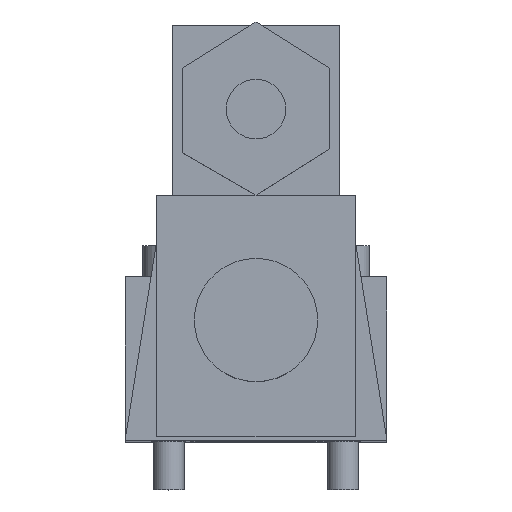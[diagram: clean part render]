
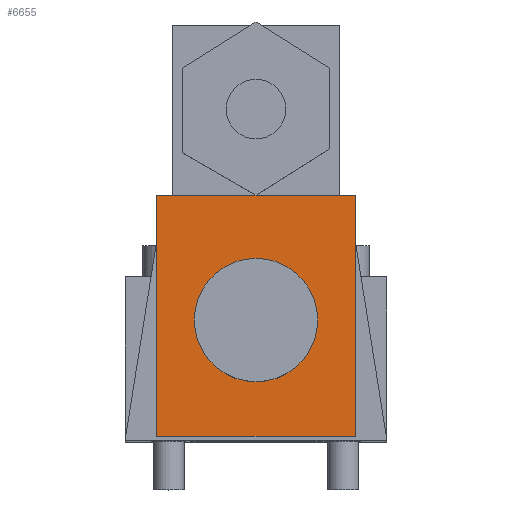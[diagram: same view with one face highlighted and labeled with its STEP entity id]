
A CAD part, top view. The second image highlights one B-rep face of the part: STEP entity #6655.
In plain terms, the highlighted planar face has unit normal (0, 0, 1).
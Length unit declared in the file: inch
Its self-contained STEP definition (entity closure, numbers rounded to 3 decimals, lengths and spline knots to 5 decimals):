
#5729=DIRECTION('',(1.,0.,0.));
#5730=VECTOR('',#5729,1.25);
#5731=CARTESIAN_POINT('',(0.2,1.545,5.857));
#5732=LINE('',#5731,#5730);
#5906=DIRECTION('',(0.,1.,0.));
#5907=VECTOR('',#5906,1.51801);
#5908=CARTESIAN_POINT('',(1.45,0.02699,5.857));
#5909=LINE('',#5908,#5907);
#5910=DIRECTION('',(0.,1.,0.));
#5911=VECTOR('',#5910,1.51801);
#5912=CARTESIAN_POINT('',(0.2,0.02699,5.857));
#5913=LINE('',#5912,#5911);
#5914=DIRECTION('',(-1.,0.,0.));
#5915=VECTOR('',#5914,1.25);
#5916=CARTESIAN_POINT('',(1.45,0.02699,5.857));
#5917=LINE('',#5916,#5915);
#5918=CARTESIAN_POINT('',(0.825,0.758,5.857));
#5919=DIRECTION('',(0.,0.,1.));
#5920=DIRECTION('',(1.,0.,0.));
#5921=AXIS2_PLACEMENT_3D('',#5918,#5919,#5920);
#5923=CARTESIAN_POINT('',(0.825,0.758,5.857));
#5924=DIRECTION('',(0.,0.,1.));
#5925=DIRECTION('',(-1.,0.,0.));
#5926=AXIS2_PLACEMENT_3D('',#5923,#5924,#5925);
#6226=CARTESIAN_POINT('',(1.45,0.02699,5.857));
#6227=CARTESIAN_POINT('',(0.2,0.02699,5.857));
#6228=VERTEX_POINT('',#6226);
#6229=VERTEX_POINT('',#6227);
#6242=CARTESIAN_POINT('',(0.2,1.545,5.857));
#6243=VERTEX_POINT('',#6242);
#6244=CARTESIAN_POINT('',(1.45,1.545,5.857));
#6245=VERTEX_POINT('',#6244);
#6306=CARTESIAN_POINT('',(1.2135,0.758,5.857));
#6307=CARTESIAN_POINT('',(0.4365,0.758,5.857));
#6308=VERTEX_POINT('',#6306);
#6309=VERTEX_POINT('',#6307);
#6636=CARTESIAN_POINT('',(1.65,1.26,5.857));
#6637=DIRECTION('',(0.,0.,-1.));
#6638=DIRECTION('',(-1.,0.,0.));
#6639=AXIS2_PLACEMENT_3D('',#6636,#6637,#6638);
#6640=PLANE('',#6639);
#6642=ORIENTED_EDGE('',*,*,#6641,.T.);
#6643=ORIENTED_EDGE('',*,*,#6372,.T.);
#6644=ORIENTED_EDGE('',*,*,#6626,.F.);
#6646=ORIENTED_EDGE('',*,*,#6645,.T.);
#6647=EDGE_LOOP('',(#6642,#6643,#6644,#6646));
#6648=FACE_OUTER_BOUND('',#6647,.F.);
#6650=ORIENTED_EDGE('',*,*,#6649,.T.);
#6652=ORIENTED_EDGE('',*,*,#6651,.T.);
#6653=EDGE_LOOP('',(#6650,#6652));
#6654=FACE_BOUND('',#6653,.F.);
#6655=ADVANCED_FACE('',(#6648,#6654),#6640,.F.);
#5922=CIRCLE('',#5921,0.3885);
#5927=CIRCLE('',#5926,0.3885);
#6372=EDGE_CURVE('',#6243,#6245,#5732,.T.);
#6626=EDGE_CURVE('',#6228,#6245,#5909,.T.);
#6641=EDGE_CURVE('',#6229,#6243,#5913,.T.);
#6645=EDGE_CURVE('',#6228,#6229,#5917,.T.);
#6649=EDGE_CURVE('',#6308,#6309,#5922,.T.);
#6651=EDGE_CURVE('',#6309,#6308,#5927,.T.);
